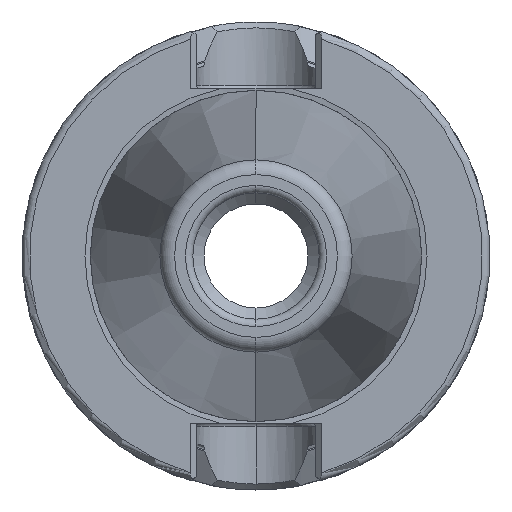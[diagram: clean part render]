
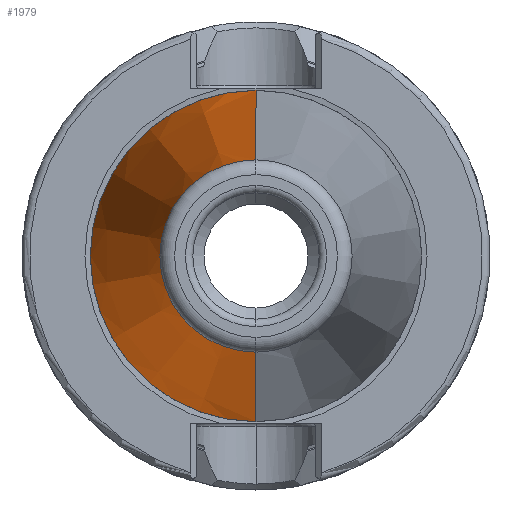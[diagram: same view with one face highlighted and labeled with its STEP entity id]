
A CAD part, left-side view. The second image highlights one B-rep face of the part: STEP entity #1979.
In plain terms, the highlighted conical face has half-angle 8.297 degrees and reference radius 22.298 mm.
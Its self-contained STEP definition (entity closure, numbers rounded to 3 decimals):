
#202 = DIRECTION ( 'NONE',  ( 0., 0., -1. ) ) ;
#206 = EDGE_CURVE ( 'NONE', #758, #3034, #3880, .T. ) ;
#256 = CARTESIAN_POINT ( 'NONE',  ( -89.5, 0., -22.298 ) ) ;
#295 = ORIENTED_EDGE ( 'NONE', *, *, #206, .T. ) ;
#317 = CARTESIAN_POINT ( 'NONE',  ( -89.5, 0., -22.298 ) ) ;
#339 = ORIENTED_EDGE ( 'NONE', *, *, #3919, .F. ) ;
#641 = CARTESIAN_POINT ( 'NONE',  ( -153.689, 0., -12.937 ) ) ;
#740 = DIRECTION ( 'NONE',  ( -1., 0., 0. ) ) ;
#758 = VERTEX_POINT ( 'NONE', #4118 ) ;
#947 = CARTESIAN_POINT ( 'NONE',  ( -89.5, 0., 0. ) ) ;
#961 = EDGE_CURVE ( 'NONE', #2514, #758, #4249, .T. ) ;
#1226 = AXIS2_PLACEMENT_3D ( 'NONE', #2690, #740, #3019 ) ;
#1297 = DIRECTION ( 'NONE',  ( 0.99, 0., -0.144 ) ) ;
#1392 = AXIS2_PLACEMENT_3D ( 'NONE', #947, #3552, #1585 ) ;
#1474 = ORIENTED_EDGE ( 'NONE', *, *, #961, .T. ) ;
#1477 = AXIS2_PLACEMENT_3D ( 'NONE', #2156, #1504, #202 ) ;
#1504 = DIRECTION ( 'NONE',  ( 1., 0., 0. ) ) ;
#1585 = DIRECTION ( 'NONE',  ( 0., 0., 1. ) ) ;
#1668 = VERTEX_POINT ( 'NONE', #641 ) ;
#1796 = LINE ( 'NONE', #317, #2453 ) ;
#1979 = ADVANCED_FACE ( 'NONE', ( #3088 ), #3660, .T. ) ;
#2059 = CIRCLE ( 'NONE', #1226, 12.937 ) ;
#2156 = CARTESIAN_POINT ( 'NONE',  ( -89.5, 0., 0. ) ) ;
#2230 = CARTESIAN_POINT ( 'NONE',  ( -89.5, 0., 22.298 ) ) ;
#2453 = VECTOR ( 'NONE', #1297, 1000. ) ;
#2514 = VERTEX_POINT ( 'NONE', #2568 ) ;
#2552 = DIRECTION ( 'NONE',  ( 0.99, 0., 0.144 ) ) ;
#2568 = CARTESIAN_POINT ( 'NONE',  ( -153.689, 0., 12.937 ) ) ;
#2690 = CARTESIAN_POINT ( 'NONE',  ( -153.689, 0., 0. ) ) ;
#3019 = DIRECTION ( 'NONE',  ( 0., 0., 1. ) ) ;
#3034 = VERTEX_POINT ( 'NONE', #256 ) ;
#3088 = FACE_OUTER_BOUND ( 'NONE', #4052, .T. ) ;
#3510 = ORIENTED_EDGE ( 'NONE', *, *, #3730, .F. ) ;
#3552 = DIRECTION ( 'NONE',  ( -1., 0., 0. ) ) ;
#3660 = CONICAL_SURFACE ( 'NONE', #1477, 22.298, 0.145 ) ;
#3730 = EDGE_CURVE ( 'NONE', #1668, #3034, #1796, .T. ) ;
#3880 = CIRCLE ( 'NONE', #1392, 22.298 ) ;
#3919 = EDGE_CURVE ( 'NONE', #2514, #1668, #2059, .T. ) ;
#4052 = EDGE_LOOP ( 'NONE', ( #339, #1474, #295, #3510 ) ) ;
#4118 = CARTESIAN_POINT ( 'NONE',  ( -89.5, 0., 22.298 ) ) ;
#4143 = VECTOR ( 'NONE', #2552, 1000. ) ;
#4249 = LINE ( 'NONE', #2230, #4143 ) ;
